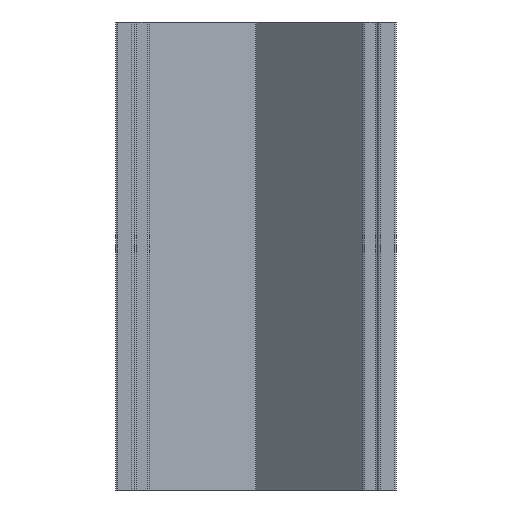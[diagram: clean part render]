
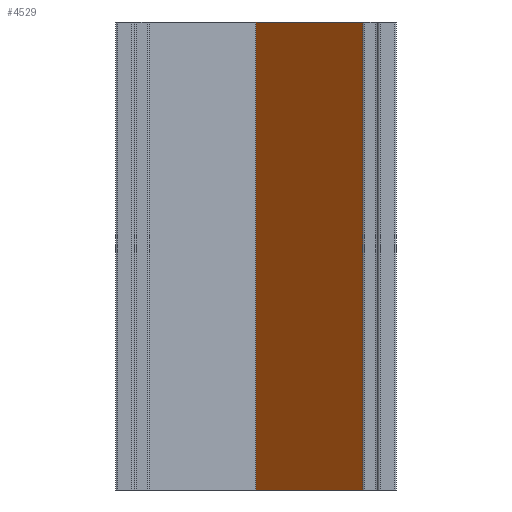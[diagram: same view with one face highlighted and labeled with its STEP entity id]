
A CAD part, left-side view. The second image highlights one B-rep face of the part: STEP entity #4529.
In plain terms, the highlighted planar face has unit normal (-0.707, 0.707, 0).
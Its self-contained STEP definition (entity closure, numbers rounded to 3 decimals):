
#85=PLANE('',#4984);
#271=FACE_OUTER_BOUND('',#515,.T.);
#515=EDGE_LOOP('',(#3623,#3624,#3625,#3626));
#709=LINE('',#6796,#1150);
#863=LINE('',#7369,#1304);
#908=LINE('',#7483,#1349);
#909=LINE('',#7484,#1350);
#1150=VECTOR('',#5364,10.);
#1304=VECTOR('',#5932,10.);
#1349=VECTOR('',#6059,10.);
#1350=VECTOR('',#6060,10.);
#1875=VERTEX_POINT('',#6793);
#1876=VERTEX_POINT('',#6795);
#2088=VERTEX_POINT('',#7368);
#2116=VERTEX_POINT('',#7482);
#2351=EDGE_CURVE('',#1875,#1876,#709,.T.);
#2638=EDGE_CURVE('',#1876,#2088,#863,.T.);
#2695=EDGE_CURVE('',#2116,#1875,#908,.T.);
#2696=EDGE_CURVE('',#2116,#2088,#909,.T.);
#3623=ORIENTED_EDGE('',*,*,#2638,.F.);
#3624=ORIENTED_EDGE('',*,*,#2351,.F.);
#3625=ORIENTED_EDGE('',*,*,#2695,.F.);
#3626=ORIENTED_EDGE('',*,*,#2696,.T.);
#4529=ADVANCED_FACE('',(#271),#85,.T.);
#4984=AXIS2_PLACEMENT_3D('',#7481,#6057,#6058);
#5364=DIRECTION('',(-0.707,-0.707,0.));
#5932=DIRECTION('',(0.,0.,-1.));
#6057=DIRECTION('center_axis',(-0.707,0.707,0.));
#6058=DIRECTION('ref_axis',(-0.707,-0.707,0.));
#6059=DIRECTION('',(0.,0.,1.));
#6060=DIRECTION('',(-0.707,-0.707,0.));
#6793=CARTESIAN_POINT('',(-64.,0.,100.));
#6795=CARTESIAN_POINT('',(-86.854,-22.854,100.));
#6796=CARTESIAN_POINT('',(-64.,0.,100.));
#7368=CARTESIAN_POINT('',(-86.854,-22.854,0.));
#7369=CARTESIAN_POINT('',(-86.854,-22.854,0.));
#7481=CARTESIAN_POINT('Origin',(-64.,0.,0.));
#7482=CARTESIAN_POINT('',(-64.,0.,0.));
#7483=CARTESIAN_POINT('',(-64.,0.,0.));
#7484=CARTESIAN_POINT('',(-64.,0.,0.));
